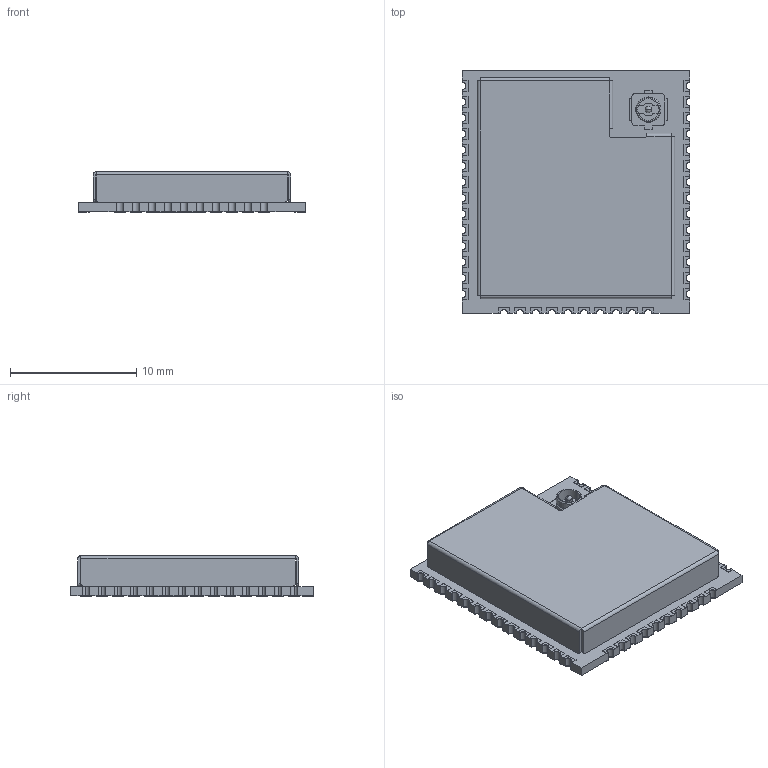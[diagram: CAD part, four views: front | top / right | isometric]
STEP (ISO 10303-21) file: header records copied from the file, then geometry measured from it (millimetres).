
FILE_DESCRIPTION (( 'STEP AP214' ), '1' );
FILE_NAME ('ESP32-WROOM-32UE_20210906.STEP', '2021-09-06T08:27:19', ( '' ), ( '' ), 'SwSTEP 2.0', '', '' );
FILE_SCHEMA (( 'AUTOMOTIVE_DESIGN' ));
Length unit declared in the file: millimetre
Products named in the file (67): ESP32-WROOM-32UE_20210903.STEP; R0201_20210301.STEP^Submodel-R0201_part_DesignRootModel_ESP32-WROOM-32UE(2)_ESP32-WROOM-32UE.STEP; Submodel-C0201_part^DesignRootModel_ESP32-WROOM-32UE(2)_ESP32-WROOM-32UE-11.STEP; C0201_20210301.STEP^C0201_20210301.STEP_Submodel-C0201_part_DesignRootModel_ESP32-WROOM-32UE(2)_ESP32-WROOM-32UE.STEP; Submodel-XTAL3225_part^DesignRootModel_ESP32-WROOM-32UE(2)_ESP32-WROOM-32UE.STEP; Submodel-C0402_part^DesignRootModel_ESP32-WROOM-32UE(2)_ESP32-WROOM-32UE.STEP; SOIC8_208_20210301.STEP^Submodel-SOP8_1P27_6P6_part_DesignRootModel_ESP32-WROOM-32UE(2)_ESP32-WROOM-32UE.STEP; pad.STEP; Submodel-C0201_part^DesignRootModel_ESP32-WROOM-32UE(2)_ESP32-WROOM-32UE-13.STEP; C0201_20210301.STEP^Submodel-C0201_part_DesignRootModel_ESP32-WROOM-32UE(2)_ESP32-WROOM-32UE-4.STEP; Submodel-C0201_part^DesignRootModel_ESP32-WROOM-32UE(2)_ESP32-WROOM-32UE-6.STEP; C0201_20210301.STEP^Submodel-C0201_part_DesignRootModel_ESP32-WROOM-32UE(2)_ESP32-WROOM-32UE-11.STEP; C0201_20210301.STEP^Submodel-C0201_part_DesignRootModel_ESP32-WROOM-32UE(2)_ESP32-WROOM-32UE-14.STEP; ESP32-WROOM-32UE(2)^ESP32-WROOM-32UE.STEP; C0402_20210301.STEP^C0402_20210301.STEP_Submodel-C0402_part_DesignRootModel_ESP32-WROOM-32UE(2)_ESP32-WROOM-32UE.STEP; SOIC8_208_20210301.STEP^SOIC8_208_20210301.STEP_Submodel-SOP8_1P27_6P6_part_DesignRootModel_ESP32-WROOM-32UE(2)_ESP32-WROOM-32UE.STEP; Submodel-C0201_part^DesignRootModel_ESP32-WROOM-32UE(2)_ESP32-WROOM-32UE-7.STEP; ESP32_5x5_20210301.STEP^Submodel-QFN48EB_0P35_5_part_DesignRootModel_ESP32-WROOM-32UE(2)_ESP32-WROOM-32UE.STEP; C0201_20210301.STEP^Submodel-C0201_part_DesignRootModel_ESP32-WROOM-32UE(2)_ESP32-WROOM-32UE-10.STEP; DesignRootModel^ESP32-WROOM-32UE(2)_ESP32-WROOM-32UE.STEP; Submodel-C0201_part^DesignRootModel_ESP32-WROOM-32UE(2)_ESP32-WROOM-32UE-4.STEP; R0201_20210301.STEP^Submodel-R0201_part_DesignRootModel_ESP32-WROOM-32UE(2)_ESP32-WROOM-32UE-1.STEP; C0201_20210301.STEP^Submodel-C0201_part_DesignRootModel_ESP32-WROOM-32UE(2)_ESP32-WROOM-32UE-3.STEP; L0201_20210301.STEP^Submodel-L0201_part_DesignRootModel_ESP32-WROOM-32UE(2)_ESP32-WROOM-32UE.STEP; C0402_20210301.STEP^Submodel-C0402_part_DesignRootModel_ESP32-WROOM-32UE(2)_ESP32-WROOM-32UE.STEP; 32E_thermal_pad.STEP; C0201_20210301.STEP^Submodel-C0201_part_DesignRootModel_ESP32-WROOM-32UE(2)_ESP32-WROOM-32UE.STEP; Submodel-C0201_part^DesignRootModel_ESP32-WROOM-32UE(2)_ESP32-WROOM-32UE-8.STEP; C0201_20210301.STEP^Submodel-C0201_part_DesignRootModel_ESP32-WROOM-32UE(2)_ESP32-WROOM-32UE-2.STEP; Submodel-SOD882_part^DesignRootModel_ESP32-WROOM-32UE(2)_ESP32-WROOM-32UE.STEP; L0201_20210301.STEP^L0201_20210301.STEP_Submodel-L0201_part_DesignRootModel_ESP32-WROOM-32UE(2)_ESP32-WROOM-32UE.STEP; XTAL3225_20210301.STEP^Submodel-XTAL3225_part_DesignRootModel_ESP32-WROOM-32UE(2)_ESP32-WROOM-32UE.STEP; uid__1081685072^DesignRootModel_ESP32-WROOM-32UE(2)_ESP32-WROOM-32UE.STEP; Submodel-R0201_part^DesignRootModel_ESP32-WROOM-32UE(2)_ESP32-WROOM-32UE.STEP; R0201_20210301.STEP^R0201_20210301.STEP_Submodel-R0201_part_DesignRootModel_ESP32-WROOM-32UE(2)_ESP32-WROOM-32UE.STEP; XTAL3225_20210301.STEP^XTAL3225_20210301.STEP_Submodel-XTAL3225_part_DesignRootModel_ESP32-WROOM-32UE(2)_ESP32-WROOM-32UE.STEP; Submodel-R0201_part^DesignRootModel_ESP32-WROOM-32UE(2)_ESP32-WROOM-32UE-1.STEP; C0201_20210301.STEP^Submodel-C0201_part_DesignRootModel_ESP32-WROOM-32UE(2)_ESP32-WROOM-32UE-13.STEP; DFN1006.STEP^DFN1006.STEP_Submodel-SOD882_part_DesignRootModel_ESP32-WROOM-32UE(2)_ESP32-WROOM-32UE.STEP; L0201_20210301.STEP^Submodel-L0201_part_DesignRootModel_ESP32-WROOM-32UE(2)_ESP32-WROOM-32UE-1.STEP ...
Assembly tree (120 placements, depth 7):
  ESP32-WROOM-32UE_20210906
    ESP32-WROOM-32UE_20210903.STEP
      ESP32-WROOM-32UE(2)^ESP32-WROOM-32UE.STEP
        DesignRootModel^ESP32-WROOM-32UE(2)_ESP32-WROOM-32UE.STEP
          Submodel-QFN48EB_0P35_5_part^DesignRootModel_ESP32-WROOM-32UE(2)_ESP32-WROOM-32UE.STEP
            ESP32_5x5_20210301.STEP^Submodel-QFN48EB_0P35_5_part_DesignRootModel_ESP32-WROOM-32UE(2)_ESP32-WROOM-32UE.STEP
              ESP32_5x5_20210301.STEP^ESP32_5x5_20210301.STEP_Submodel-QFN48EB_0P35_5_part_DesignRootModel_ESP32-WROOM-32UE(2)_ESP32-WROOM-32UE.STEP
          Submodel-SOD882_part^DesignRootModel_ESP32-WROOM-32UE(2)_ESP32-WROOM-32UE.STEP
            DFN1006.STEP^Submodel-SOD882_part_DesignRootModel_ESP32-WROOM-32UE(2)_ESP32-WROOM-32UE.STEP
              DFN1006.STEP^DFN1006.STEP_Submodel-SOD882_part_DesignRootModel_ESP32-WROOM-32UE(2)_ESP32-WROOM-32UE.STEP
          Submodel-XTAL3225_part^DesignRootModel_ESP32-WROOM-32UE(2)_ESP32-WROOM-32UE.STEP
            XTAL3225_20210301.STEP^Submodel-XTAL3225_part_DesignRootModel_ESP32-WROOM-32UE(2)_ESP32-WROOM-32UE.STEP
              XTAL3225_20210301.STEP^XTAL3225_20210301.STEP_Submodel-XTAL3225_part_DesignRootModel_ESP32-WROOM-32UE(2)_ESP32-WROOM-32UE.STEP
          Submodel-C0402_part^DesignRootModel_ESP32-WROOM-32UE(2)_ESP32-WROOM-32UE.STEP
            C0402_20210301.STEP^Submodel-C0402_part_DesignRootModel_ESP32-WROOM-32UE(2)_ESP32-WROOM-32UE.STEP
              C0402_20210301.STEP^C0402_20210301.STEP_Submodel-C0402_part_DesignRootModel_ESP32-WROOM-32UE(2)_ESP32-WROOM-32UE.STEP
          Submodel-SOP8_1P27_6P6_part^DesignRootModel_ESP32-WROOM-32UE(2)_ESP32-WROOM-32UE.STEP
            SOIC8_208_20210301.STEP^Submodel-SOP8_1P27_6P6_part_DesignRootModel_ESP32-WROOM-32UE(2)_ESP32-WROOM-32UE.STEP
              SOIC8_208_20210301.STEP^SOIC8_208_20210301.STEP_Submodel-SOP8_1P27_6P6_part_DesignRootModel_ESP32-WROOM-32UE(2)_ESP32-WROOM-32UE.STEP
          Submodel-L0201_part^DesignRootModel_ESP32-WROOM-32UE(2)_ESP32-WROOM-32UE.STEP
            L0201_20210301.STEP^Submodel-L0201_part_DesignRootModel_ESP32-WROOM-32UE(2)_ESP32-WROOM-32UE.STEP
              L0201_20210301.STEP^L0201_20210301.STEP_Submodel-L0201_part_DesignRootModel_ESP32-WROOM-32UE(2)_ESP32-WROOM-32UE.STEP
          Submodel-L0201_part^DesignRootModel_ESP32-WROOM-32UE(2)_ESP32-WROOM-32UE-1.STEP
            L0201_20210301.STEP^Submodel-L0201_part_DesignRootModel_ESP32-WROOM-32UE(2)_ESP32-WROOM-32UE-1.STEP
              L0201_20210301.STEP^L0201_20210301.STEP_Submodel-L0201_part_DesignRootModel_ESP32-WROOM-32UE(2)_ESP32-WROOM-32UE.STEP
          Submodel-R0201_part^DesignRootModel_ESP32-WROOM-32UE(2)_ESP32-WROOM-32UE.STEP
            R0201_20210301.STEP^Submodel-R0201_part_DesignRootModel_ESP32-WROOM-32UE(2)_ESP32-WROOM-32UE.STEP
              R0201_20210301.STEP^R0201_20210301.STEP_Submodel-R0201_part_DesignRootModel_ESP32-WROOM-32UE(2)_ESP32-WROOM-32UE.STEP
          Submodel-R0201_part^DesignRootModel_ESP32-WROOM-32UE(2)_ESP32-WROOM-32UE-1.STEP
            R0201_20210301.STEP^Submodel-R0201_part_DesignRootModel_ESP32-WROOM-32UE(2)_ESP32-WROOM-32UE-1.STEP
              R0201_20210301.STEP^R0201_20210301.STEP_Submodel-R0201_part_DesignRootModel_ESP32-WROOM-32UE(2)_ESP32-WROOM-32UE.STEP
          Submodel-C0201_part^DesignRootModel_ESP32-WROOM-32UE(2)_ESP32-WROOM-32UE.STEP
            C0201_20210301.STEP^Submodel-C0201_part_DesignRootModel_ESP32-WROOM-32UE(2)_ESP32-WROOM-32UE.STEP
              C0201_20210301.STEP^C0201_20210301.STEP_Submodel-C0201_part_DesignRootModel_ESP32-WROOM-32UE(2)_ESP32-WROOM-32UE.STEP
          Submodel-C0201_part^DesignRootModel_ESP32-WROOM-32UE(2)_ESP32-WROOM-32UE-1.STEP
            C0201_20210301.STEP^Submodel-C0201_part_DesignRootModel_ESP32-WROOM-32UE(2)_ESP32-WROOM-32UE-1.STEP
              C0201_20210301.STEP^C0201_20210301.STEP_Submodel-C0201_part_DesignRootModel_ESP32-WROOM-32UE(2)_ESP32-WROOM-32UE.STEP
          Submodel-C0201_part^DesignRootModel_ESP32-WROOM-32UE(2)_ESP32-WROOM-32UE-2.STEP
            C0201_20210301.STEP^Submodel-C0201_part_DesignRootModel_ESP32-WROOM-32UE(2)_ESP32-WROOM-32UE-2.STEP
              C0201_20210301.STEP^C0201_20210301.STEP_Submodel-C0201_part_DesignRootModel_ESP32-WROOM-32UE(2)_ESP32-WROOM-32UE.STEP
          Submodel-C0201_part^DesignRootModel_ESP32-WROOM-32UE(2)_ESP32-WROOM-32UE-3.STEP
            C0201_20210301.STEP^Submodel-C0201_part_DesignRootModel_ESP32-WROOM-32UE(2)_ESP32-WROOM-32UE-3.STEP
              C0201_20210301.STEP^C0201_20210301.STEP_Submodel-C0201_part_DesignRootModel_ESP32-WROOM-32UE(2)_ESP32-WROOM-32UE.STEP
          Submodel-C0201_part^DesignRootModel_ESP32-WROOM-32UE(2)_ESP32-WROOM-32UE-4.STEP
            C0201_20210301.STEP^Submodel-C0201_part_DesignRootModel_ESP32-WROOM-32UE(2)_ESP32-WROOM-32UE-4.STEP
              C0201_20210301.STEP^C0201_20210301.STEP_Submodel-C0201_part_DesignRootModel_ESP32-WROOM-32UE(2)_ESP32-WROOM-32UE.STEP
          Submodel-C0201_part^DesignRootModel_ESP32-WROOM-32UE(2)_ESP32-WROOM-32UE-5.STEP
            C0201_20210301.STEP^Submodel-C0201_part_DesignRootModel_ESP32-WROOM-32UE(2)_ESP32-WROOM-32UE-5.STEP
              C0201_20210301.STEP^C0201_20210301.STEP_Submodel-C0201_part_DesignRootModel_ESP32-WROOM-32UE(2)_ESP32-WROOM-32UE.STEP
          Submodel-C0201_part^DesignRootModel_ESP32-WROOM-32UE(2)_ESP32-WROOM-32UE-6.STEP
            C0201_20210301.STEP^Submodel-C0201_part_DesignRootModel_ESP32-WROOM-32UE(2)_ESP32-WROOM-32UE-6.STEP
              C0201_20210301.STEP^C0201_20210301.STEP_Submodel-C0201_part_DesignRootModel_ESP32-WROOM-32UE(2)_ESP32-WROOM-32UE.STEP
          Submodel-C0201_part^DesignRootModel_ESP32-WROOM-32UE(2)_ESP32-WROOM-32UE-7.STEP
            C0201_20210301.STEP^Submodel-C0201_part_DesignRootModel_ESP32-WROOM-32UE(2)_ESP32-WROOM-32UE-7.STEP
              C0201_20210301.STEP^C0201_20210301.STEP_Submodel-C0201_part_DesignRootModel_ESP32-WROOM-32UE(2)_ESP32-WROOM-32UE.STEP
          Submodel-C0201_part^DesignRootModel_ESP32-WROOM-32UE(2)_ESP32-WROOM-32UE-8.STEP
            C0201_20210301.STEP^Submodel-C0201_part_DesignRootModel_ESP32-WROOM-32UE(2)_ESP32-WROOM-32UE-8.STEP
              C0201_20210301.STEP^C0201_20210301.STEP_Submodel-C0201_part_DesignRootModel_ESP32-WROOM-32UE(2)_ESP32-WROOM-32UE.STEP
          Submodel-C0201_part^DesignRootModel_ESP32-WROOM-32UE(2)_ESP32-WROOM-32UE-9.STEP
            C0201_20210301.STEP^Submodel-C0201_part_DesignRootModel_ESP32-WROOM-32UE(2)_ESP32-WROOM-32UE-9.STEP
Bounding box: 18 x 19.2 x 3.2 mm (x, y, z)
Volume: 399 mm3; surface area: 1961.1 mm2
Topology: 94 solids, 95 shells, 2787 faces, 7232 edges, 4555 vertices
Faces by surface type: plane 1841, cylinder 756, sphere 146, bspline 34, cone 6, torus 4
Entity records: 53146 total; most frequent: CARTESIAN_POINT 11146, ORIENTED_EDGE 8288, DIRECTION 8193, EDGE_CURVE 4144, LINE 3281, VECTOR 3281, VERTEX_POINT 2713, AXIS2_PLACEMENT_3D 2456
